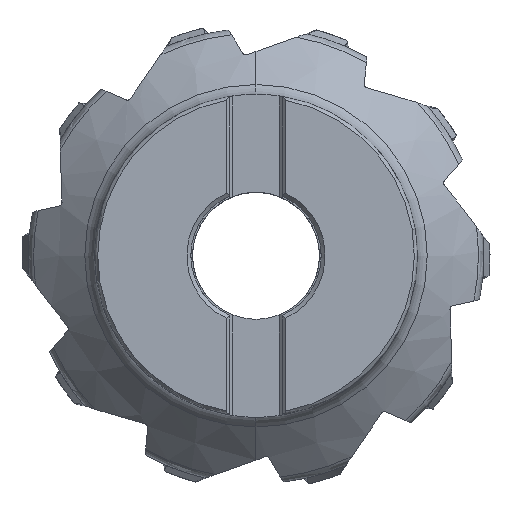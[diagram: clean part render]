
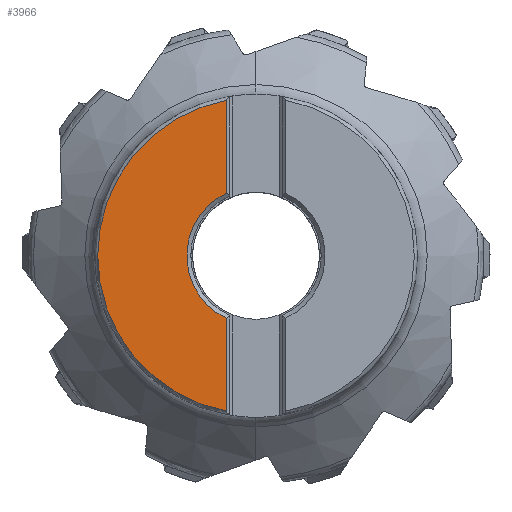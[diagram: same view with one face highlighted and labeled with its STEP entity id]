
A CAD part, top view. The second image highlights one B-rep face of the part: STEP entity #3966.
In plain terms, the highlighted planar face has unit normal (0, 0, 1).
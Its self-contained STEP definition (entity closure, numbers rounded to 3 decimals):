
#280=PLANE('',#24909);
#1491=LINE('',#38549,#2573);
#1492=LINE('',#38553,#2574);
#2573=VECTOR('',#28228,1.);
#2574=VECTOR('',#28231,1.);
#3966=ADVANCED_FACE('',(#5440),#280,.F.);
#5440=FACE_OUTER_BOUND('',#6770,.T.);
#6770=EDGE_LOOP('',(#10108,#10109,#10110,#10111,#10112));
#8170=CIRCLE('',#24905,47.473);
#8171=CIRCLE('',#24906,47.473);
#8172=CIRCLE('',#24908,20.75);
#10108=ORIENTED_EDGE('',*,*,#19912,.F.);
#10109=ORIENTED_EDGE('',*,*,#19913,.F.);
#10110=ORIENTED_EDGE('',*,*,#19914,.F.);
#10111=ORIENTED_EDGE('',*,*,#19911,.F.);
#10112=ORIENTED_EDGE('',*,*,#19910,.F.);
#17342=VERTEX_POINT('',#38523);
#17346=VERTEX_POINT('',#38544);
#17347=VERTEX_POINT('',#38546);
#17348=VERTEX_POINT('',#38550);
#17349=VERTEX_POINT('',#38552);
#19910=EDGE_CURVE('',#17346,#17347,#8170,.T.);
#19911=EDGE_CURVE('',#17347,#17342,#8171,.T.);
#19912=EDGE_CURVE('',#17348,#17346,#1491,.T.);
#19913=EDGE_CURVE('',#17349,#17348,#8172,.T.);
#19914=EDGE_CURVE('',#17342,#17349,#1492,.T.);
#24905=AXIS2_PLACEMENT_3D('',#38545,#28222,#28223);
#24906=AXIS2_PLACEMENT_3D('',#38547,#28224,#28225);
#24908=AXIS2_PLACEMENT_3D('',#38551,#28229,#28230);
#24909=AXIS2_PLACEMENT_3D('',#38554,#28232,#28233);
#28222=DIRECTION('',(0.,0.,-1.));
#28223=DIRECTION('',(-0.188,-0.982,0.));
#28224=DIRECTION('',(0.,0.,-1.));
#28225=DIRECTION('',(-1.,0.002,0.));
#28228=DIRECTION('',(0.,-1.,0.));
#28229=DIRECTION('',(0.,0.,1.));
#28230=DIRECTION('',(-0.431,0.902,0.));
#28231=DIRECTION('',(0.,-1.,0.));
#28232=DIRECTION('',(0.,0.,-1.));
#28233=DIRECTION('',(1.,0.,0.));
#38523=CARTESIAN_POINT('',(-8.937,46.624,0.));
#38544=CARTESIAN_POINT('',(-8.937,-46.624,0.));
#38545=CARTESIAN_POINT('',(0.,0.,0.));
#38546=CARTESIAN_POINT('',(-47.472,0.117,0.));
#38547=CARTESIAN_POINT('',(0.,0.,0.));
#38549=CARTESIAN_POINT('',(-8.938,-18.727,0.));
#38550=CARTESIAN_POINT('',(-8.938,-18.727,0.));
#38551=CARTESIAN_POINT('',(0.,0.,0.));
#38552=CARTESIAN_POINT('',(-8.938,18.727,0.));
#38553=CARTESIAN_POINT('',(-8.937,46.624,0.));
#38554=CARTESIAN_POINT('',(50.,84.213,0.));
